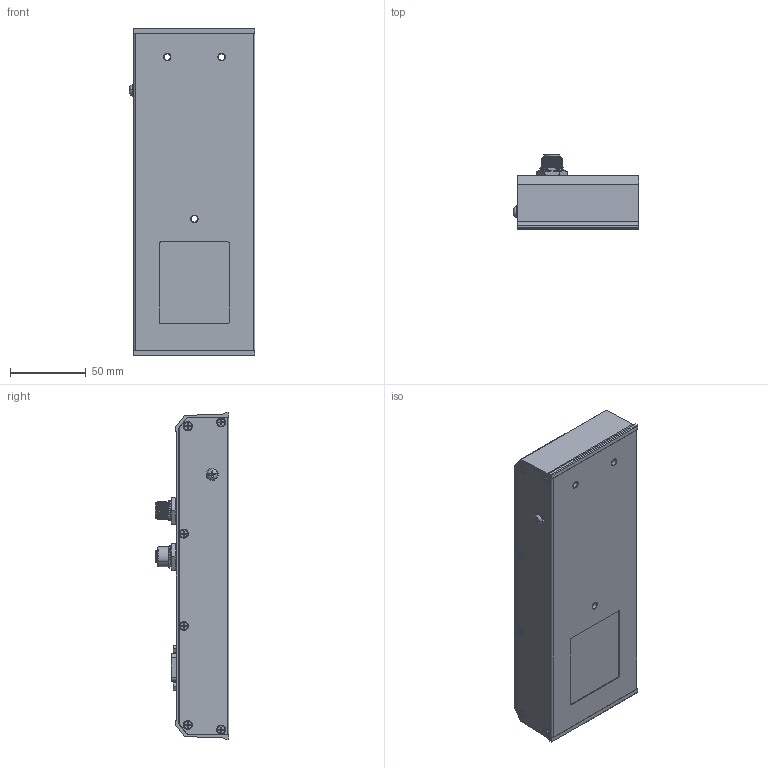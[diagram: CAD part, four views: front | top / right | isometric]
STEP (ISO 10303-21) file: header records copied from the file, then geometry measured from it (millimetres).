
FILE_DESCRIPTION((''),'2;1');
FILE_NAME('3D_NPORT-5150AI-M12','2024-07-10T10:48:54',('MindyMC_Chen'),('PTC'),'CREO PARAMETRIC BY PTC INC, 2023294','CREO PARAMETRIC BY PTC INC, 2023294','');
FILE_SCHEMA(('AUTOMOTIVE_DESIGN { 1 0 10303 214 1 1 1 1 }'));
Products named in the file (1): 3D_NPORT-5150AI-M12
Bounding box: 83.2 x 48.7 x 216.6 mm (x, y, z)
Volume: 167678.3 mm3; surface area: 177373.9 mm2
Topology: 3 solids, 101 shells, 3511 faces, 8973 edges, 5799 vertices
Faces by surface type: plane 2131, cylinder 857, cone 259, bspline 207, sphere 35, torus 19, revolution 2, extrusion 1
Entity records: 131840 total; most frequent: CARTESIAN_POINT 43687, ORIENTED_EDGE 17700, DIRECTION 15759, EDGE_CURVE 8900, VECTOR 6216, LINE 6215, VERTEX_POINT 5799, AXIS2_PLACEMENT_3D 4769
